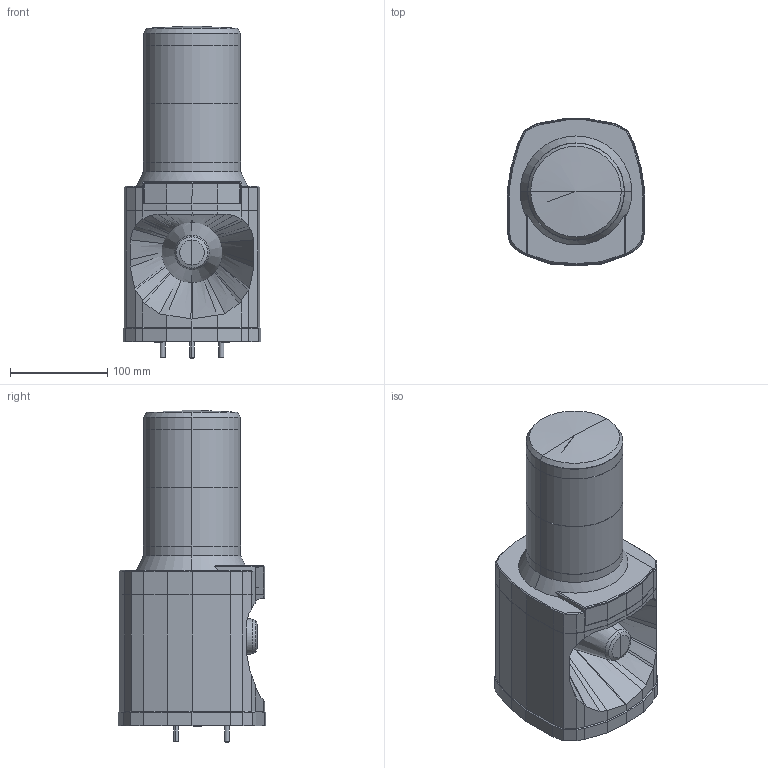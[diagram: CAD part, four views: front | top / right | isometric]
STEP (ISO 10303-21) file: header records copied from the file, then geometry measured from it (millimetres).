
FILE_DESCRIPTION (( 'STEP AP214' ), '1' );
FILE_NAME ('LKEH-202FEPUL-RG.step', '2019-03-26T15:51:45', ( '' ), ( '' ), 'SwSTEP 2.0', 'SolidWorks 2018', '' );
FILE_SCHEMA (( 'AUTOMOTIVE_DESIGN' ));
Length unit declared in the file: inch
Products named in the file (1): LKEH-202FEPUL-RG
Bounding box: 142 x 152 x 342 mm (x, y, z)
Volume: 3798726.5 mm3; surface area: 196004 mm2
Topology: 1 solids, 1 shells, 268 faces, 670 edges, 409 vertices
Faces by surface type: plane 182, bspline 42, cylinder 24, cone 20
Entity records: 8251 total; most frequent: CARTESIAN_POINT 2096, ORIENTED_EDGE 1324, DIRECTION 1151, EDGE_CURVE 662, LINE 543, VECTOR 543, VERTEX_POINT 409, AXIS2_PLACEMENT_3D 304
